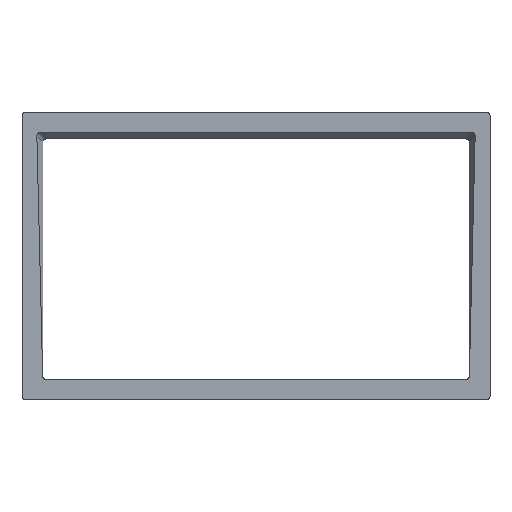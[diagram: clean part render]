
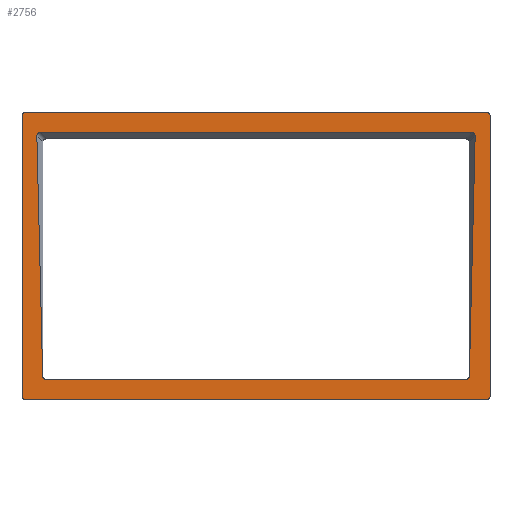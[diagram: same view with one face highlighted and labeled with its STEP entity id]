
A CAD part, top view. The second image highlights one B-rep face of the part: STEP entity #2756.
In plain terms, the highlighted planar face has unit normal (0, 0, 1).
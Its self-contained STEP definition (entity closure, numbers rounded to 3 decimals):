
#27=ELLIPSE('',#2931,2.148,1.73);
#28=ELLIPSE('',#2934,2.245,1.73);
#29=ELLIPSE('',#2936,1.501,1.5);
#37=ELLIPSE('',#2996,2.245,1.73);
#38=ELLIPSE('',#2997,2.148,1.73);
#39=ELLIPSE('',#2998,1.501,1.5);
#56=FACE_BOUND('',#432,.T.);
#120=PLANE('',#2993);
#262=FACE_OUTER_BOUND('',#431,.T.);
#431=EDGE_LOOP('',(#2312,#2313,#2314,#2315,#2316,#2317,#2318,#2319));
#432=EDGE_LOOP('',(#2320,#2321,#2322,#2323,#2324,#2325,#2326,#2327,#2328,
#2329));
#546=LINE('',#3977,#859);
#628=LINE('',#4200,#941);
#708=LINE('',#4424,#1021);
#726=LINE('',#4465,#1039);
#727=LINE('',#4467,#1040);
#728=LINE('',#4471,#1041);
#729=LINE('',#4475,#1042);
#730=LINE('',#4480,#1043);
#859=VECTOR('',#3173,10.);
#941=VECTOR('',#3385,10.);
#1021=VECTOR('',#3569,10.);
#1039=VECTOR('',#3605,10.);
#1040=VECTOR('',#3606,10.);
#1041=VECTOR('',#3611,10.);
#1042=VECTOR('',#3614,10.);
#1043=VECTOR('',#3619,10.);
#1147=CIRCLE('',#2913,1.25);
#1149=CIRCLE('',#2916,1.25);
#1172=CIRCLE('',#2994,1.25);
#1173=CIRCLE('',#2995,1.25);
#1233=VERTEX_POINT('',#3974);
#1234=VERTEX_POINT('',#3976);
#1285=VERTEX_POINT('',#4147);
#1287=VERTEX_POINT('',#4153);
#1297=VERTEX_POINT('',#4183);
#1298=VERTEX_POINT('',#4184);
#1300=VERTEX_POINT('',#4199);
#1302=VERTEX_POINT('',#4205);
#1304=VERTEX_POINT('',#4222);
#1379=VERTEX_POINT('',#4421);
#1380=VERTEX_POINT('',#4423);
#1394=VERTEX_POINT('',#4464);
#1395=VERTEX_POINT('',#4466);
#1396=VERTEX_POINT('',#4470);
#1397=VERTEX_POINT('',#4472);
#1398=VERTEX_POINT('',#4474);
#1399=VERTEX_POINT('',#4476);
#1400=VERTEX_POINT('',#4478);
#1502=EDGE_CURVE('',#1233,#1234,#546,.T.);
#1585=EDGE_CURVE('',#1285,#1233,#1147,.T.);
#1588=EDGE_CURVE('',#1234,#1287,#1149,.T.);
#1603=EDGE_CURVE('',#1297,#1298,#27,.T.);
#1606=EDGE_CURVE('',#1300,#1297,#628,.T.);
#1609=EDGE_CURVE('',#1302,#1300,#28,.T.);
#1612=EDGE_CURVE('',#1298,#1304,#29,.T.);
#1713=EDGE_CURVE('',#1380,#1379,#708,.T.);
#1733=EDGE_CURVE('',#1394,#1287,#726,.T.);
#1734=EDGE_CURVE('',#1285,#1395,#727,.T.);
#1735=EDGE_CURVE('',#1395,#1380,#1172,.T.);
#1736=EDGE_CURVE('',#1379,#1394,#1173,.T.);
#1737=EDGE_CURVE('',#1302,#1396,#728,.T.);
#1738=EDGE_CURVE('',#1396,#1397,#37,.T.);
#1739=EDGE_CURVE('',#1397,#1398,#729,.T.);
#1740=EDGE_CURVE('',#1398,#1399,#38,.T.);
#1741=EDGE_CURVE('',#1399,#1400,#39,.T.);
#1742=EDGE_CURVE('',#1400,#1304,#730,.T.);
#2312=ORIENTED_EDGE('',*,*,#1733,.T.);
#2313=ORIENTED_EDGE('',*,*,#1588,.F.);
#2314=ORIENTED_EDGE('',*,*,#1502,.F.);
#2315=ORIENTED_EDGE('',*,*,#1585,.F.);
#2316=ORIENTED_EDGE('',*,*,#1734,.T.);
#2317=ORIENTED_EDGE('',*,*,#1735,.T.);
#2318=ORIENTED_EDGE('',*,*,#1713,.T.);
#2319=ORIENTED_EDGE('',*,*,#1736,.T.);
#2320=ORIENTED_EDGE('',*,*,#1737,.T.);
#2321=ORIENTED_EDGE('',*,*,#1738,.T.);
#2322=ORIENTED_EDGE('',*,*,#1739,.T.);
#2323=ORIENTED_EDGE('',*,*,#1740,.T.);
#2324=ORIENTED_EDGE('',*,*,#1741,.T.);
#2325=ORIENTED_EDGE('',*,*,#1742,.T.);
#2326=ORIENTED_EDGE('',*,*,#1612,.F.);
#2327=ORIENTED_EDGE('',*,*,#1603,.F.);
#2328=ORIENTED_EDGE('',*,*,#1606,.F.);
#2329=ORIENTED_EDGE('',*,*,#1609,.F.);
#2756=ADVANCED_FACE('',(#262,#56),#120,.T.);
#2913=AXIS2_PLACEMENT_3D('',#4148,#3338,#3339);
#2916=AXIS2_PLACEMENT_3D('',#4154,#3345,#3346);
#2931=AXIS2_PLACEMENT_3D('',#4185,#3380,#3381);
#2934=AXIS2_PLACEMENT_3D('',#4206,#3390,#3391);
#2936=AXIS2_PLACEMENT_3D('',#4223,#3395,#3396);
#2993=AXIS2_PLACEMENT_3D('',#4463,#3603,#3604);
#2994=AXIS2_PLACEMENT_3D('',#4468,#3607,#3608);
#2995=AXIS2_PLACEMENT_3D('',#4469,#3609,#3610);
#2996=AXIS2_PLACEMENT_3D('',#4473,#3612,#3613);
#2997=AXIS2_PLACEMENT_3D('',#4477,#3615,#3616);
#2998=AXIS2_PLACEMENT_3D('',#4479,#3617,#3618);
#3173=DIRECTION('',(0.,1.,0.));
#3338=DIRECTION('center_axis',(0.,0.,-1.));
#3339=DIRECTION('ref_axis',(0.,-1.,0.));
#3345=DIRECTION('center_axis',(0.,0.,-1.));
#3346=DIRECTION('ref_axis',(-1.,0.,0.));
#3380=DIRECTION('center_axis',(0.,0.,1.));
#3381=DIRECTION('ref_axis',(0.769,0.64,0.));
#3385=DIRECTION('',(0.024,-1.,0.));
#3390=DIRECTION('center_axis',(0.,0.,1.));
#3391=DIRECTION('ref_axis',(0.715,-0.699,0.));
#3395=DIRECTION('center_axis',(0.,0.,1.));
#3396=DIRECTION('ref_axis',(0.,-1.,0.));
#3569=DIRECTION('',(0.,1.,0.));
#3603=DIRECTION('center_axis',(0.,0.,1.));
#3604=DIRECTION('ref_axis',(0.,-1.,0.));
#3605=DIRECTION('',(-1.,0.,0.));
#3606=DIRECTION('',(1.,0.,0.));
#3607=DIRECTION('center_axis',(0.,0.,1.));
#3608=DIRECTION('ref_axis',(0.,-1.,0.));
#3609=DIRECTION('center_axis',(0.,0.,1.));
#3610=DIRECTION('ref_axis',(1.,0.,0.));
#3611=DIRECTION('',(1.,0.,0.));
#3612=DIRECTION('center_axis',(0.,0.,-1.));
#3613=DIRECTION('ref_axis',(-0.715,-0.699,0.));
#3614=DIRECTION('',(-0.024,-1.,0.));
#3615=DIRECTION('center_axis',(0.,0.,-1.));
#3616=DIRECTION('ref_axis',(-0.769,0.64,0.));
#3617=DIRECTION('center_axis',(0.,0.,-1.));
#3618=DIRECTION('ref_axis',(0.,-1.,0.));
#3619=DIRECTION('',(-1.,0.,0.));
#3974=CARTESIAN_POINT('',(-94.5,-56.75,0.));
#3976=CARTESIAN_POINT('',(-94.5,56.75,0.));
#3977=CARTESIAN_POINT('',(-94.5,-56.75,0.));
#4147=CARTESIAN_POINT('',(-93.25,-58.,0.));
#4148=CARTESIAN_POINT('Origin',(-93.25,-56.75,0.));
#4153=CARTESIAN_POINT('',(-93.25,58.,0.));
#4154=CARTESIAN_POINT('Origin',(-93.25,56.75,0.));
#4183=CARTESIAN_POINT('',(-86.161,-48.417,0.));
#4184=CARTESIAN_POINT('',(-84.88,-49.864,0.));
#4185=CARTESIAN_POINT('Origin',(-84.173,-47.974,0.));
#4199=CARTESIAN_POINT('',(-88.501,48.351,0.));
#4200=CARTESIAN_POINT('',(-87.992,27.324,0.));
#4205=CARTESIAN_POINT('',(-87.038,49.886,0.));
#4206=CARTESIAN_POINT('Origin',(-86.491,47.888,0.));
#4222=CARTESIAN_POINT('',(-84.625,-49.886,0.));
#4223=CARTESIAN_POINT('Origin',(-84.625,-48.385,0.));
#4421=CARTESIAN_POINT('',(94.5,56.75,0.));
#4423=CARTESIAN_POINT('',(94.5,-56.75,0.));
#4424=CARTESIAN_POINT('',(94.5,-56.75,0.));
#4463=CARTESIAN_POINT('Origin',(0.,58.,0.));
#4464=CARTESIAN_POINT('',(93.25,58.,0.));
#4465=CARTESIAN_POINT('',(93.25,58.,0.));
#4466=CARTESIAN_POINT('',(93.25,-58.,0.));
#4467=CARTESIAN_POINT('',(-93.25,-58.,0.));
#4468=CARTESIAN_POINT('Origin',(93.25,-56.75,0.));
#4469=CARTESIAN_POINT('Origin',(93.25,56.75,0.));
#4470=CARTESIAN_POINT('',(87.038,49.886,0.));
#4471=CARTESIAN_POINT('',(0.,49.886,0.));
#4472=CARTESIAN_POINT('',(88.501,48.351,0.));
#4473=CARTESIAN_POINT('Origin',(86.491,47.888,0.));
#4474=CARTESIAN_POINT('',(86.161,-48.417,0.));
#4475=CARTESIAN_POINT('',(87.992,27.324,0.));
#4476=CARTESIAN_POINT('',(84.88,-49.864,0.));
#4477=CARTESIAN_POINT('Origin',(84.173,-47.974,0.));
#4478=CARTESIAN_POINT('',(84.625,-49.886,0.));
#4479=CARTESIAN_POINT('Origin',(84.625,-48.385,0.));
#4480=CARTESIAN_POINT('',(0.,-49.886,0.));
